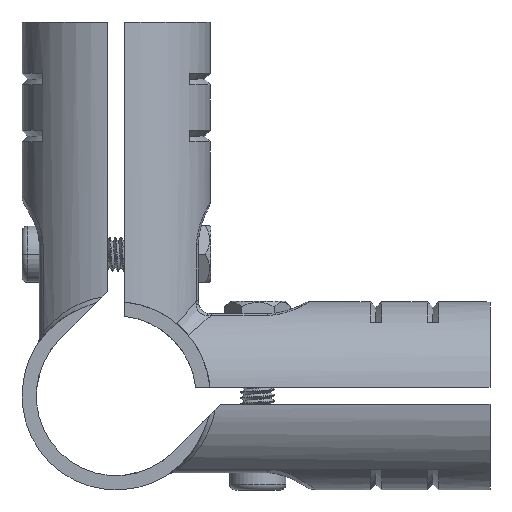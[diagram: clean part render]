
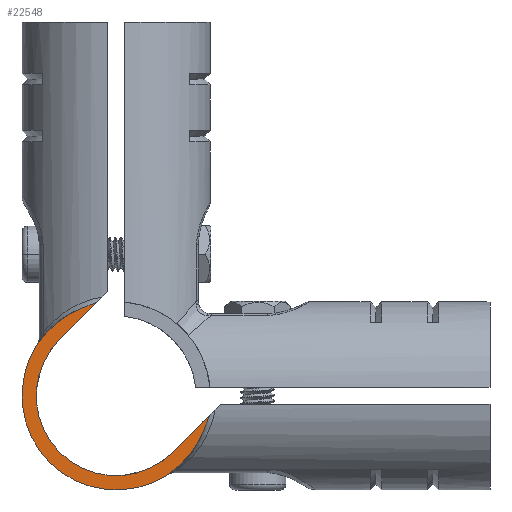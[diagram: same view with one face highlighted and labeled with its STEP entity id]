
A CAD part, front view. The second image highlights one B-rep face of the part: STEP entity #22548.
In plain terms, the highlighted planar face has unit normal (0, -1, 0).
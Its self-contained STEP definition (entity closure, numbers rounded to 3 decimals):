
#579 = AXIS2_PLACEMENT_3D ( 'NONE', #20998, #30327, #18501 ) ;
#718 = CARTESIAN_POINT ( 'NONE',  ( 16.127, -16.5, -4.006 ) ) ;
#864 = CARTESIAN_POINT ( 'NONE',  ( 15.896, -16.5, -4.592 ) ) ;
#1928 = LINE ( 'NONE', #15618, #30704 ) ;
#1953 = DIRECTION ( 'NONE',  ( 0., 1., 0. ) ) ;
#2348 = CARTESIAN_POINT ( 'NONE',  ( -4.446, -16.5, 15.953 ) ) ;
#2766 = CARTESIAN_POINT ( 'NONE',  ( 16.345, -16.5, -3.454 ) ) ;
#3313 = VERTEX_POINT ( 'NONE', #2766 ) ;
#3342 = CARTESIAN_POINT ( 'NONE',  ( 15.921, -16.5, -4.529 ) ) ;
#3471 = EDGE_LOOP ( 'NONE', ( #6473, #29957, #15343, #28788, #7312, #14985 ) ) ;
#3499 = CARTESIAN_POINT ( 'NONE',  ( 15.557, -16.5, -5.497 ) ) ;
#4361 = CARTESIAN_POINT ( 'NONE',  ( -3.454, -16.5, 16.345 ) ) ;
#4454 = CARTESIAN_POINT ( 'NONE',  ( 15.557, -16.5, -5.497 ) ) ;
#5373 = CARTESIAN_POINT ( 'NONE',  ( 15.924, -16.5, -4.52 ) ) ;
#5534 = CARTESIAN_POINT ( 'NONE',  ( 16.06, -16.5, -4.174 ) ) ;
#5687 = B_SPLINE_CURVE_WITH_KNOTS ( 'NONE', 3,
 ( #3499, #24831, #22041, #8018, #8174, #864, #12980, #3342, #5373, #24368, #14842, #7707, #12528, #5534, #27012, #7860, #17504, #718, #5689, #15157, #26862 ),
 .UNSPECIFIED., .F., .F.,
 ( 4, 1, 1, 1, 1, 1, 1, 2, 2, 1, 1, 1, 2, 2, 4 ),
 ( 0., 0.25, 0.375, 0.438, 0.469, 0.484, 0.492, 0.496, 0.5, 0.625, 0.688, 0.719, 0.734, 0.75, 1. ),
 .UNSPECIFIED. ) ;
#5689 = CARTESIAN_POINT ( 'NONE',  ( 16.235, -16.5, -3.734 ) ) ;
#5725 = CARTESIAN_POINT ( 'NONE',  ( 0., -16.5, 0. ) ) ;
#6188 = VERTEX_POINT ( 'NONE', #10989 ) ;
#6399 = CARTESIAN_POINT ( 'NONE',  ( -5.499, -16.5, 15.557 ) ) ;
#6473 = ORIENTED_EDGE ( 'NONE', *, *, #21231, .T. ) ;
#7012 = CARTESIAN_POINT ( 'NONE',  ( -4.45, -16.5, 15.952 ) ) ;
#7310 = EDGE_CURVE ( 'NONE', #29922, #3313, #5687, .T. ) ;
#7312 = ORIENTED_EDGE ( 'NONE', *, *, #12615, .T. ) ;
#7707 = CARTESIAN_POINT ( 'NONE',  ( 15.953, -16.5, -4.447 ) ) ;
#7860 = CARTESIAN_POINT ( 'NONE',  ( 16.112, -16.5, -4.044 ) ) ;
#8018 = CARTESIAN_POINT ( 'NONE',  ( 15.802, -16.5, -4.836 ) ) ;
#8174 = CARTESIAN_POINT ( 'NONE',  ( 15.864, -16.5, -4.675 ) ) ;
#8875 = CARTESIAN_POINT ( 'NONE',  ( -4.871, -16.5, 15.787 ) ) ;
#9335 = CARTESIAN_POINT ( 'NONE',  ( -4.34, -16.5, 15.995 ) ) ;
#10989 = CARTESIAN_POINT ( 'NONE',  ( -9.899, -16.5, 9.899 ) ) ;
#11197 = CARTESIAN_POINT ( 'NONE',  ( -3.454, -16.5, 16.345 ) ) ;
#11213 = CARTESIAN_POINT ( 'NONE',  ( -3.761, -16.5, 16.224 ) ) ;
#11607 = VERTEX_POINT ( 'NONE', #11197 ) ;
#11623 = CARTESIAN_POINT ( 'NONE',  ( -5.499, -16.5, 15.557 ) ) ;
#11675 = CARTESIAN_POINT ( 'NONE',  ( -3.892, -16.5, 16.172 ) ) ;
#11732 = EDGE_CURVE ( 'NONE', #30498, #29922, #30356, .T. ) ;
#11861 = LINE ( 'NONE', #21371, #23820 ) ;
#12528 = CARTESIAN_POINT ( 'NONE',  ( 15.996, -16.5, -4.336 ) ) ;
#12615 = EDGE_CURVE ( 'NONE', #25077, #6188, #14959, .T. ) ;
#12980 = CARTESIAN_POINT ( 'NONE',  ( 15.912, -16.5, -4.55 ) ) ;
#13841 = CARTESIAN_POINT ( 'NONE',  ( -3.503, -16.5, 16.326 ) ) ;
#14842 = CARTESIAN_POINT ( 'NONE',  ( 15.928, -16.5, -4.51 ) ) ;
#14924 = EDGE_CURVE ( 'NONE', #3313, #25077, #1928, .T. ) ;
#14959 = CIRCLE ( 'NONE', #16936, 14. ) ;
#14985 = ORIENTED_EDGE ( 'NONE', *, *, #18938, .F. ) ;
#15157 = CARTESIAN_POINT ( 'NONE',  ( 16.305, -16.5, -3.555 ) ) ;
#15199 = DIRECTION ( 'NONE',  ( 0., 1., 0. ) ) ;
#15343 = ORIENTED_EDGE ( 'NONE', *, *, #7310, .T. ) ;
#15618 = CARTESIAN_POINT ( 'NONE',  ( 16.345, -16.5, -3.454 ) ) ;
#15657 = DIRECTION ( 'NONE',  ( 1., 0., 0. ) ) ;
#15878 = CARTESIAN_POINT ( 'NONE',  ( -4.059, -16.5, 16.106 ) ) ;
#16234 = CARTESIAN_POINT ( 'NONE',  ( 0., -16.5, 0. ) ) ;
#16550 = DIRECTION ( 'NONE',  ( 0.707, 0., -0.707 ) ) ;
#16936 = AXIS2_PLACEMENT_3D ( 'NONE', #16234, #1953, #16550 ) ;
#17504 = CARTESIAN_POINT ( 'NONE',  ( 16.122, -16.5, -4.017 ) ) ;
#17922 = AXIS2_PLACEMENT_3D ( 'NONE', #5725, #15199, #15657 ) ;
#18218 = CARTESIAN_POINT ( 'NONE',  ( -4.399, -16.5, 15.971 ) ) ;
#18501 = DIRECTION ( 'NONE',  ( -0.333, 0., 0.943 ) ) ;
#18938 = EDGE_CURVE ( 'NONE', #11607, #6188, #11861, .T. ) ;
#20998 = CARTESIAN_POINT ( 'NONE',  ( 0., -16.5, 0. ) ) ;
#21231 = EDGE_CURVE ( 'NONE', #11607, #30498, #25694, .T. ) ;
#21371 = CARTESIAN_POINT ( 'NONE',  ( -3.454, -16.5, 16.345 ) ) ;
#22041 = CARTESIAN_POINT ( 'NONE',  ( 15.687, -16.5, -5.138 ) ) ;
#22548 = ADVANCED_FACE ( 'NONE', ( #27357 ), #24872, .F. ) ;
#22647 = DIRECTION ( 'NONE',  ( -0.707, 0., -0.707 ) ) ;
#23061 = CARTESIAN_POINT ( 'NONE',  ( -4.449, -16.5, 15.952 ) ) ;
#23365 = CARTESIAN_POINT ( 'NONE',  ( -4.427, -16.5, 15.961 ) ) ;
#23820 = VECTOR ( 'NONE', #28201, 1000. ) ;
#24368 = CARTESIAN_POINT ( 'NONE',  ( 15.927, -16.5, -4.514 ) ) ;
#24560 = CARTESIAN_POINT ( 'NONE',  ( 9.899, -16.5, -9.899 ) ) ;
#24831 = CARTESIAN_POINT ( 'NONE',  ( 15.605, -16.5, -5.363 ) ) ;
#24872 = PLANE ( 'NONE',  #17922 ) ;
#25077 = VERTEX_POINT ( 'NONE', #24560 ) ;
#25694 = B_SPLINE_CURVE_WITH_KNOTS ( 'NONE', 3,
 ( #4361, #13841, #26003, #11213, #30497, #11675, #28328, #15878, #30645, #9335, #18218, #23365, #30344, #2348, #23061, #7012, #8875, #27712, #6399 ),
 .UNSPECIFIED., .F., .F.,
 ( 4, 1, 1, 2, 2, 1, 1, 1, 1, 1, 2, 2, 4 ),
 ( 0., 0.125, 0.188, 0.219, 0.25, 0.375, 0.438, 0.469, 0.484, 0.492, 0.496, 0.5, 1. ),
 .UNSPECIFIED. ) ;
#26003 = CARTESIAN_POINT ( 'NONE',  ( -3.602, -16.5, 16.287 ) ) ;
#26862 = CARTESIAN_POINT ( 'NONE',  ( 16.345, -16.5, -3.454 ) ) ;
#27012 = CARTESIAN_POINT ( 'NONE',  ( 16.096, -16.5, -4.084 ) ) ;
#27357 = FACE_OUTER_BOUND ( 'NONE', #3471, .T. ) ;
#27712 = CARTESIAN_POINT ( 'NONE',  ( -5.219, -16.5, 15.655 ) ) ;
#28201 = DIRECTION ( 'NONE',  ( -0.707, 0., -0.707 ) ) ;
#28328 = CARTESIAN_POINT ( 'NONE',  ( -3.921, -16.5, 16.16 ) ) ;
#28788 = ORIENTED_EDGE ( 'NONE', *, *, #14924, .T. ) ;
#29922 = VERTEX_POINT ( 'NONE', #4454 ) ;
#29957 = ORIENTED_EDGE ( 'NONE', *, *, #11732, .T. ) ;
#30327 = DIRECTION ( 'NONE',  ( 0., -1., 0. ) ) ;
#30344 = CARTESIAN_POINT ( 'NONE',  ( -4.44, -16.5, 15.956 ) ) ;
#30356 = CIRCLE ( 'NONE', #579, 16.5 ) ;
#30497 = CARTESIAN_POINT ( 'NONE',  ( -3.838, -16.5, 16.193 ) ) ;
#30498 = VERTEX_POINT ( 'NONE', #11623 ) ;
#30645 = CARTESIAN_POINT ( 'NONE',  ( -4.205, -16.5, 16.048 ) ) ;
#30704 = VECTOR ( 'NONE', #22647, 1000. ) ;
